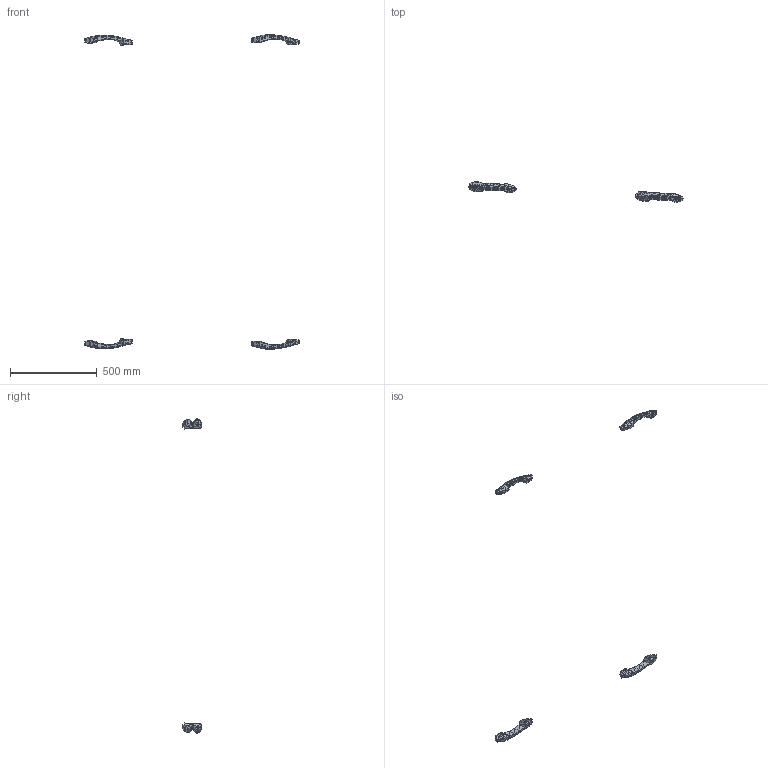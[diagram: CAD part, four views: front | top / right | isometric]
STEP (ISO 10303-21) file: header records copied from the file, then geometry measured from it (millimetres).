
FILE_DESCRIPTION (( 'STEP AP203' ), '1' );
FILE_NAME ('Handles_Default_sldprt.STEP', '2020-01-15T12:28:14', ( '' ), ( '' ), 'SwSTEP 2.0', 'SolidWorks 2017', '' );
FILE_SCHEMA (( 'CONFIG_CONTROL_DESIGN' ));
Length unit declared in the file: millimetre
Products named in the file (1): Handles_Default_sldprt
Bounding box: 1234.79 x 114.66 x 1812.54 mm (x, y, z)
Surface area: 117308.3 mm2 (no closed solid volume)
Topology: 0 solids, 5 shells, 992 faces, 1534 edges, 544 vertices
Faces by surface type: plane 990, cylinder 2
Entity records: 19763 total; most frequent: DIRECTION 3524, CARTESIAN_POINT 3071, ORIENTED_EDGE 2976, EDGE_CURVE 1534, LINE 1530, VECTOR 1530, AXIS2_PLACEMENT_3D 997, FACE_OUTER_BOUND 992
